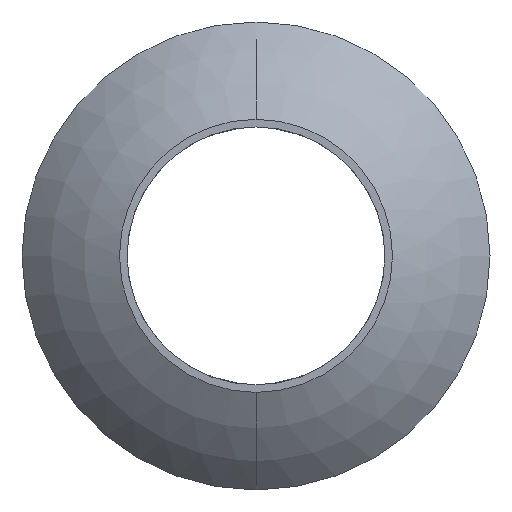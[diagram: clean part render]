
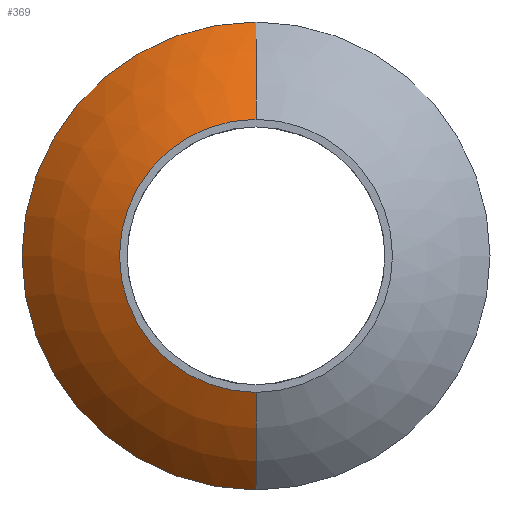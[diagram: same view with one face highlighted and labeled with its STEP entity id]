
A CAD part, top view. The second image highlights one B-rep face of the part: STEP entity #369.
In plain terms, the highlighted spherical face has radius 20.5 mm.
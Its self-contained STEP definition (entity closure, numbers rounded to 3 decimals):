
#2=CARTESIAN_POINT('',(0.,0.,13.5));
#3=DIRECTION('',(0.,0.,1.));
#4=DIRECTION('',(0.,1.,0.));
#5=AXIS2_PLACEMENT_3D('',#2,#3,#4);
#7=CARTESIAN_POINT('',(0.,0.,0.));
#8=DIRECTION('',(1.,0.,0.));
#9=DIRECTION('',(0.,0.753,0.659));
#10=AXIS2_PLACEMENT_3D('',#7,#8,#9);
#17=CARTESIAN_POINT('',(0.,0.,0.));
#18=DIRECTION('',(-1.,0.,0.));
#19=DIRECTION('',(0.,-0.753,0.659));
#20=AXIS2_PLACEMENT_3D('',#17,#18,#19);
#268=CARTESIAN_POINT('',(0.,0.,18.419));
#269=DIRECTION('',(0.,0.,1.));
#270=DIRECTION('',(0.,1.,0.));
#271=AXIS2_PLACEMENT_3D('',#268,#269,#270);
#278=CARTESIAN_POINT('',(0.,15.427,13.5));
#279=CARTESIAN_POINT('',(0.,9.,18.419));
#280=VERTEX_POINT('',#278);
#281=VERTEX_POINT('',#279);
#288=CARTESIAN_POINT('',(0.,-15.427,13.5));
#289=CARTESIAN_POINT('',(0.,-9.,18.419));
#290=VERTEX_POINT('',#288);
#291=VERTEX_POINT('',#289);
#354=CARTESIAN_POINT('',(0.,0.,0.));
#355=DIRECTION('',(0.,0.,1.));
#356=DIRECTION('',(0.,1.,0.));
#357=AXIS2_PLACEMENT_3D('',#354,#355,#356);
#358=SPHERICAL_SURFACE('',#357,20.5);
#360=ORIENTED_EDGE('',*,*,#359,.T.);
#362=ORIENTED_EDGE('',*,*,#361,.T.);
#364=ORIENTED_EDGE('',*,*,#363,.F.);
#366=ORIENTED_EDGE('',*,*,#365,.F.);
#367=EDGE_LOOP('',(#360,#362,#364,#366));
#368=FACE_OUTER_BOUND('',#367,.F.);
#369=ADVANCED_FACE('',(#368),#358,.T.);
#6=CIRCLE('',#5,15.427);
#11=CIRCLE('',#10,20.5);
#21=CIRCLE('',#20,20.5);
#272=CIRCLE('',#271,9.);
#359=EDGE_CURVE('',#280,#281,#11,.T.);
#361=EDGE_CURVE('',#281,#291,#272,.T.);
#363=EDGE_CURVE('',#290,#291,#21,.T.);
#365=EDGE_CURVE('',#280,#290,#6,.T.);
